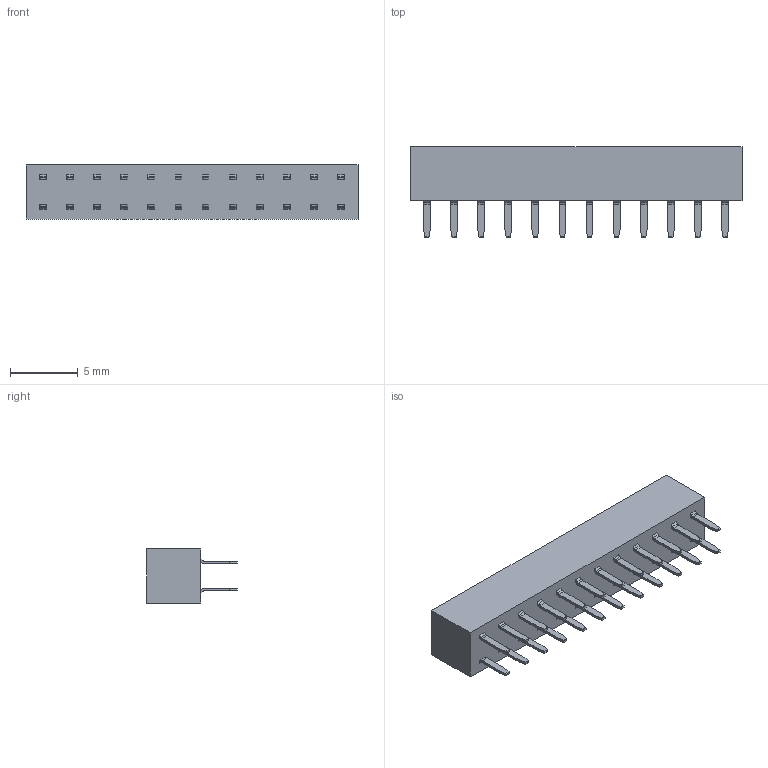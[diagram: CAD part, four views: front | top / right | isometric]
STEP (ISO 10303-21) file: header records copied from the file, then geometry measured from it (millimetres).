
FILE_DESCRIPTION( ('This file contains a STEP AP42 implementation' ,'as created by ZW3D STEP Interface translator.') ,'2;1' );
FILE_NAME( '2240n-2XXSXXCUNX1.stp' ,'23 414.165731', (''), ('ZWCAD Software Co.'), 'Version 1.0', 'ZW3D to STEP translator', '' );
FILE_SCHEMA(('AUTOMOTIVE_DESIGN { 1 0 10303 214 1 1 1 1 }'));
Length unit declared in the file: millimetre
Products named in the file (2): 0; 2240n-220SXXCUNX1
Bounding box: 24.5 x 6.7 x 4 mm (x, y, z)
Volume: 288.4 mm3; surface area: 1393.7 mm2
Topology: 1 solids, 1 shells, 2766 faces, 7920 edges, 5113 vertices
Faces by surface type: plane 1734, cylinder 672, bspline 360
Entity records: 122015 total; most frequent: CARTESIAN_POINT 62936, ORIENTED_EDGE 15832, EDGE_CURVE 7916, B_SPLINE_CURVE_WITH_KNOTS 7288, DIRECTION 5446, VERTEX_POINT 5104, EDGE_LOOP 2910, FACE_OUTER_BOUND 2766
